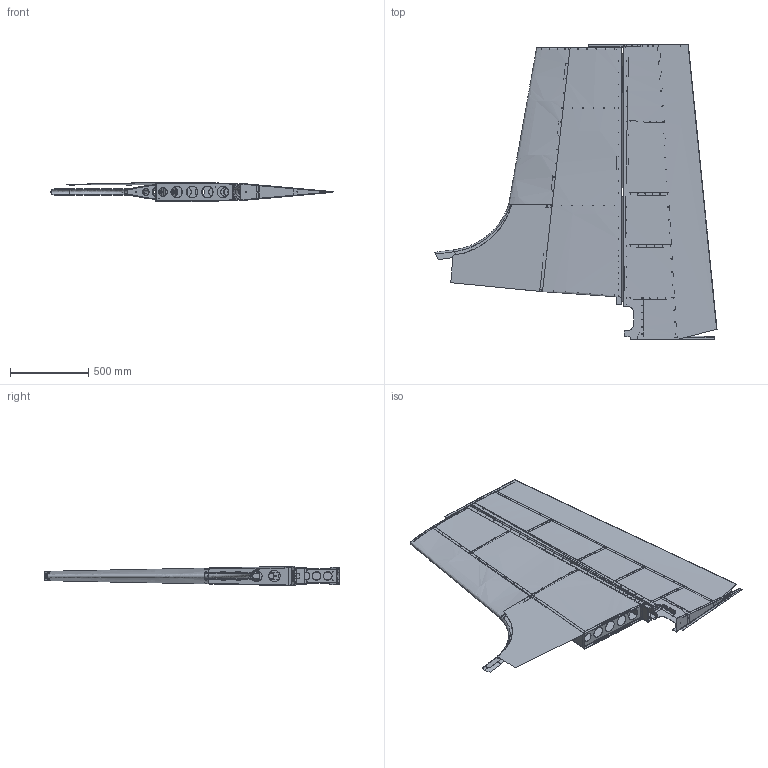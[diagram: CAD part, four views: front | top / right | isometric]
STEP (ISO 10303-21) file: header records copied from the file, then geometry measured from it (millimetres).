
FILE_DESCRIPTION(('FreeCAD Model'),'2;1');
FILE_NAME('Open CASCADE Shape Model','2025-04-26T23:28:45',('FreeCAD'),( 'FreeCAD'),'Open CASCADE STEP processor 7.6','FreeCAD','Unknown');
FILE_SCHEMA(('AUTOMOTIVE_DESIGN { 1 0 10303 214 1 1 1 1 }'));
Products named in the file (1): Open CASCADE STEP translator 7.6 1
Bounding box: 1801.71 x 1884.39 x 123.54 mm (x, y, z)
Volume: 3804383.3 mm3; surface area: 11119101.7 mm2
Topology: 28 solids, 28 shells, 1856 faces, 5637 edges, 3835 vertices
Faces by surface type: bspline 1856
Entity records: 139969 total; most frequent: CARTESIAN_POINT 105317, ORIENTED_EDGE 11274, EDGE_CURVE 5637, B_SPLINE_CURVE_WITH_KNOTS 4454, VERTEX_POINT 3835, FACE_BOUND 3370, EDGE_LOOP 3370, ADVANCED_FACE 1856
